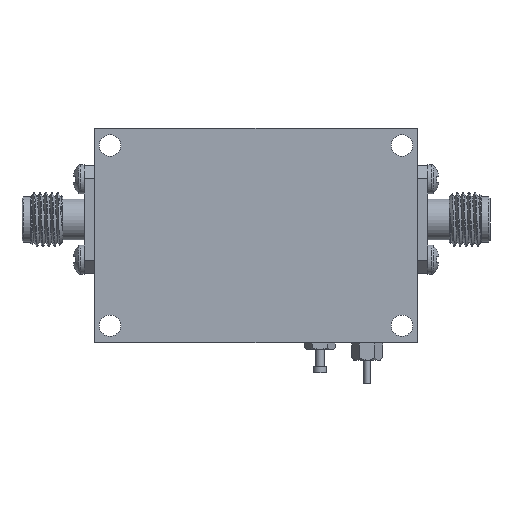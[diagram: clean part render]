
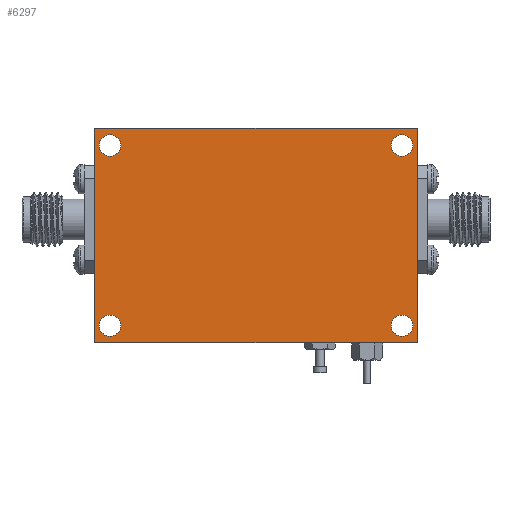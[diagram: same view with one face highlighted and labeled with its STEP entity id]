
A CAD part, front view. The second image highlights one B-rep face of the part: STEP entity #6297.
In plain terms, the highlighted planar face has unit normal (0, -1, 0).
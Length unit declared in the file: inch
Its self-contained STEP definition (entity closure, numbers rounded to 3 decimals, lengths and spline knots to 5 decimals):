
#107 = CARTESIAN_POINT ( 'NONE',  ( -0.68, -0.2, 0.42 ) ) ;
#168 = CARTESIAN_POINT ( 'NONE',  ( -0.75, -0.2, -0.5 ) ) ;
#284 = DIRECTION ( 'NONE',  ( 1., 0., 0. ) ) ;
#431 = VECTOR ( 'NONE', #3193, 39.37008 ) ;
#457 = FACE_OUTER_BOUND ( 'NONE', #4862, .T. ) ;
#661 = CARTESIAN_POINT ( 'NONE',  ( 0., -0.2, 0. ) ) ;
#682 = FACE_BOUND ( 'NONE', #1357, .T. ) ;
#1053 = VERTEX_POINT ( 'NONE', #168 ) ;
#1065 = EDGE_CURVE ( 'NONE', #7703, #7703, #13108, .T. ) ;
#1082 = CARTESIAN_POINT ( 'NONE',  ( -0.75, -0.2, 0.5 ) ) ;
#1243 = EDGE_CURVE ( 'NONE', #6013, #1053, #12455, .T. ) ;
#1276 = DIRECTION ( 'NONE',  ( -1., 0., 0. ) ) ;
#1357 = EDGE_LOOP ( 'NONE', ( #2970 ) ) ;
#1401 = AXIS2_PLACEMENT_3D ( 'NONE', #107, #6783, #12467 ) ;
#1409 = CARTESIAN_POINT ( 'NONE',  ( -0.75, -0.2, -0.5 ) ) ;
#1465 = AXIS2_PLACEMENT_3D ( 'NONE', #661, #16010, #8874 ) ;
#2860 = EDGE_CURVE ( 'NONE', #9718, #6013, #4174, .T. ) ;
#2970 = ORIENTED_EDGE ( 'NONE', *, *, #6167, .T. ) ;
#3074 = DIRECTION ( 'NONE',  ( 0., 0., 1. ) ) ;
#3193 = DIRECTION ( 'NONE',  ( 0., 0., 1. ) ) ;
#3328 = VECTOR ( 'NONE', #7841, 39.37008 ) ;
#3474 = CARTESIAN_POINT ( 'NONE',  ( 0.75, -0.2, 0.5 ) ) ;
#4116 = CARTESIAN_POINT ( 'NONE',  ( -0.68, -0.2, -0.37 ) ) ;
#4174 = LINE ( 'NONE', #9315, #3328 ) ;
#4548 = DIRECTION ( 'NONE',  ( 0., 0., 1. ) ) ;
#4862 = EDGE_LOOP ( 'NONE', ( #12072, #12975, #14363, #6209 ) ) ;
#5044 = CARTESIAN_POINT ( 'NONE',  ( 0.68, -0.2, -0.37 ) ) ;
#5511 = AXIS2_PLACEMENT_3D ( 'NONE', #8403, #5684, #3074 ) ;
#5684 = DIRECTION ( 'NONE',  ( 0., 1., 0. ) ) ;
#6013 = VERTEX_POINT ( 'NONE', #14884 ) ;
#6040 = CIRCLE ( 'NONE', #6537, 0.05 ) ;
#6167 = EDGE_CURVE ( 'NONE', #6394, #6394, #6040, .T. ) ;
#6209 = ORIENTED_EDGE ( 'NONE', *, *, #1243, .F. ) ;
#6276 = VECTOR ( 'NONE', #284, 39.37008 ) ;
#6293 = PLANE ( 'NONE',  #1465 ) ;
#6297 = ADVANCED_FACE ( 'NONE', ( #11353, #682, #12898, #11574, #457 ), #6293, .T. ) ;
#6394 = VERTEX_POINT ( 'NONE', #8131 ) ;
#6537 = AXIS2_PLACEMENT_3D ( 'NONE', #9990, #12781, #4548 ) ;
#6783 = DIRECTION ( 'NONE',  ( 0., 1., 0. ) ) ;
#6942 = ORIENTED_EDGE ( 'NONE', *, *, #1065, .T. ) ;
#6977 = CARTESIAN_POINT ( 'NONE',  ( -0.75, -0.2, 0.5 ) ) ;
#7211 = CARTESIAN_POINT ( 'NONE',  ( -0.68, -0.2, -0.42 ) ) ;
#7703 = VERTEX_POINT ( 'NONE', #5044 ) ;
#7841 = DIRECTION ( 'NONE',  ( 0., 0., -1. ) ) ;
#8131 = CARTESIAN_POINT ( 'NONE',  ( 0.68, -0.2, 0.47 ) ) ;
#8250 = EDGE_CURVE ( 'NONE', #1053, #15191, #8592, .T. ) ;
#8287 = EDGE_LOOP ( 'NONE', ( #12893 ) ) ;
#8395 = DIRECTION ( 'NONE',  ( 0., 0., 1. ) ) ;
#8403 = CARTESIAN_POINT ( 'NONE',  ( 0.68, -0.2, -0.42 ) ) ;
#8508 = CARTESIAN_POINT ( 'NONE',  ( -0.75, -0.2, 0.5 ) ) ;
#8577 = AXIS2_PLACEMENT_3D ( 'NONE', #7211, #9752, #8395 ) ;
#8592 = LINE ( 'NONE', #6977, #431 ) ;
#8801 = VECTOR ( 'NONE', #1276, 39.37008 ) ;
#8874 = DIRECTION ( 'NONE',  ( 0., 0., -1. ) ) ;
#8926 = EDGE_LOOP ( 'NONE', ( #6942 ) ) ;
#9278 = LINE ( 'NONE', #8508, #6276 ) ;
#9315 = CARTESIAN_POINT ( 'NONE',  ( 0.75, -0.2, 0.5 ) ) ;
#9494 = ORIENTED_EDGE ( 'NONE', *, *, #15359, .T. ) ;
#9718 = VERTEX_POINT ( 'NONE', #3474 ) ;
#9752 = DIRECTION ( 'NONE',  ( 0., 1., 0. ) ) ;
#9990 = CARTESIAN_POINT ( 'NONE',  ( 0.68, -0.2, 0.42 ) ) ;
#10517 = CIRCLE ( 'NONE', #8577, 0.05 ) ;
#11353 = FACE_BOUND ( 'NONE', #8287, .T. ) ;
#11574 = FACE_BOUND ( 'NONE', #16025, .T. ) ;
#11837 = CIRCLE ( 'NONE', #1401, 0.05 ) ;
#12072 = ORIENTED_EDGE ( 'NONE', *, *, #2860, .F. ) ;
#12455 = LINE ( 'NONE', #1409, #8801 ) ;
#12467 = DIRECTION ( 'NONE',  ( 0., 0., 1. ) ) ;
#12781 = DIRECTION ( 'NONE',  ( 0., 1., 0. ) ) ;
#12893 = ORIENTED_EDGE ( 'NONE', *, *, #13934, .T. ) ;
#12898 = FACE_BOUND ( 'NONE', #8926, .T. ) ;
#12975 = ORIENTED_EDGE ( 'NONE', *, *, #14045, .F. ) ;
#13108 = CIRCLE ( 'NONE', #5511, 0.05 ) ;
#13677 = VERTEX_POINT ( 'NONE', #4116 ) ;
#13899 = VERTEX_POINT ( 'NONE', #15087 ) ;
#13934 = EDGE_CURVE ( 'NONE', #13899, #13899, #11837, .T. ) ;
#14045 = EDGE_CURVE ( 'NONE', #15191, #9718, #9278, .T. ) ;
#14363 = ORIENTED_EDGE ( 'NONE', *, *, #8250, .F. ) ;
#14884 = CARTESIAN_POINT ( 'NONE',  ( 0.75, -0.2, -0.5 ) ) ;
#15087 = CARTESIAN_POINT ( 'NONE',  ( -0.68, -0.2, 0.47 ) ) ;
#15191 = VERTEX_POINT ( 'NONE', #1082 ) ;
#15359 = EDGE_CURVE ( 'NONE', #13677, #13677, #10517, .T. ) ;
#16010 = DIRECTION ( 'NONE',  ( 0., -1., 0. ) ) ;
#16025 = EDGE_LOOP ( 'NONE', ( #9494 ) ) ;
